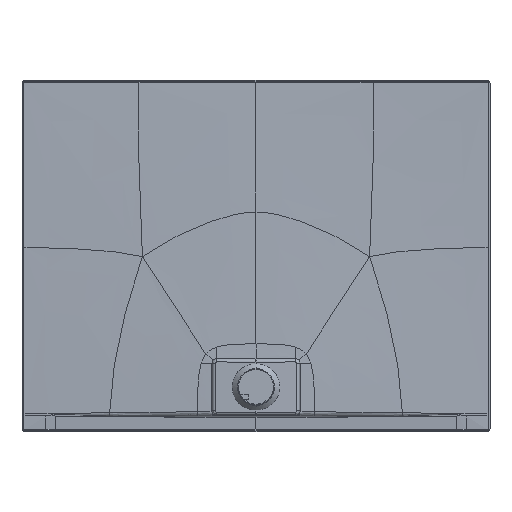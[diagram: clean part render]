
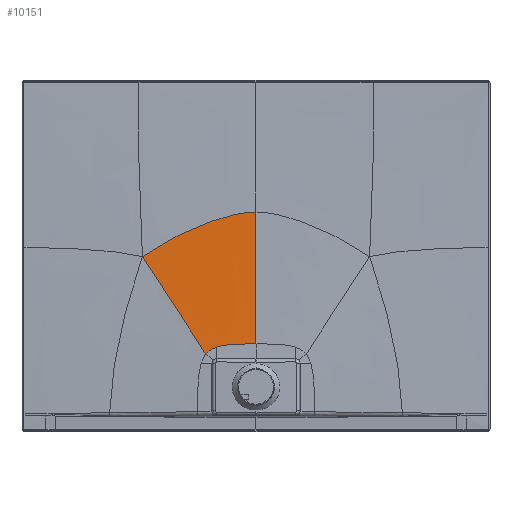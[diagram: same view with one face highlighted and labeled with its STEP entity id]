
A CAD part, front view. The second image highlights one B-rep face of the part: STEP entity #10151.
In plain terms, the highlighted free-form (B-spline) face has degree [3, 3] with [9, 8] control points.
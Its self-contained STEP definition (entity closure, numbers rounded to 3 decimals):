
#1063=CARTESIAN_POINT('',(0.,-21.399,
225.082));
#1110=CARTESIAN_POINT('',(-101.035,-21.398,
216.312));
#1118=CARTESIAN_POINT('',(-128.385,-21.397,
198.402));
#2170=DIRECTION('',(0.,-0.027,-1.));
#2171=VECTOR('',#2170,337.625);
#2172=CARTESIAN_POINT('',(0.,-12.199,
562.582));
#2173=LINE('',#2172,#2171);
#2174=CARTESIAN_POINT('',(0.,-21.399,
225.082));
#2175=CARTESIAN_POINT('',(-17.759,-21.399,
225.082));
#2176=CARTESIAN_POINT('',(-49.086,-21.399,
224.735));
#2177=CARTESIAN_POINT('',(-80.51,-21.399,
221.867));
#2178=CARTESIAN_POINT('',(-95.738,-21.398,
218.118));
#2179=CARTESIAN_POINT('',(-101.035,-21.398,
216.312));
#2181=CARTESIAN_POINT('',(-101.035,-21.398,
216.312));
#2182=CARTESIAN_POINT('',(-104.202,-21.398,
215.232));
#2183=CARTESIAN_POINT('',(-111.129,-21.398,
212.405));
#2184=CARTESIAN_POINT('',(-120.395,-21.397,
206.716));
#2185=CARTESIAN_POINT('',(-125.907,-21.397,
201.394));
#2186=CARTESIAN_POINT('',(-128.385,-21.397,
198.402));
#2188=CARTESIAN_POINT('',(-291.382,-10.359,
448.376));
#2189=CARTESIAN_POINT('',(-278.035,-10.515,
458.045));
#2190=CARTESIAN_POINT('',(-251.459,-10.788,
475.473));
#2191=CARTESIAN_POINT('',(-199.41,-11.217,
504.007));
#2192=CARTESIAN_POINT('',(-136.904,-11.638,
531.705));
#2193=CARTESIAN_POINT('',(-65.885,-12.066,
555.933));
#2194=CARTESIAN_POINT('',(-21.394,-12.199,
562.582));
#2195=CARTESIAN_POINT('',(0.,-12.199,
562.582));
#2197=CARTESIAN_POINT('',(-291.382,-10.359,
448.376));
#2198=CARTESIAN_POINT('',(-286.327,-10.611,
440.805));
#2199=CARTESIAN_POINT('',(-276.431,-11.122,
425.966));
#2200=CARTESIAN_POINT('',(-257.633,-12.162,
397.666));
#2201=CARTESIAN_POINT('',(-227.547,-13.997,
352.019));
#2202=CARTESIAN_POINT('',(-192.416,-16.48,
297.551));
#2203=CARTESIAN_POINT('',(-157.843,-19.066,
243.31));
#2204=CARTESIAN_POINT('',(-137.758,-20.63,
212.458));
#2205=CARTESIAN_POINT('',(-128.385,-21.397,
198.402));
#6136=VERTEX_POINT('',#1063);
#6137=VERTEX_POINT('',#1110);
#6138=VERTEX_POINT('',#1118);
#6198=CARTESIAN_POINT('',(0.,-12.199,
562.582));
#6199=VERTEX_POINT('',#6198);
#6200=VERTEX_POINT('',#2197);
#10069=CARTESIAN_POINT('',(1.327,-21.493,
221.614));
#10070=CARTESIAN_POINT('',(-16.982,-21.493,
221.62));
#10071=CARTESIAN_POINT('',(-48.719,-21.493,
221.414));
#10072=CARTESIAN_POINT('',(-84.652,-21.491,
218.574));
#10073=CARTESIAN_POINT('',(-106.275,-21.489,
212.603));
#10074=CARTESIAN_POINT('',(-119.693,-21.489,
204.585));
#10075=CARTESIAN_POINT('',(-125.179,-21.49,
199.247));
#10076=CARTESIAN_POINT('',(-127.688,-21.491,
196.116));
#10077=CARTESIAN_POINT('',(1.326,-20.695,
250.894));
#10078=CARTESIAN_POINT('',(-16.962,-20.695,
250.926));
#10079=CARTESIAN_POINT('',(-49.297,-20.698,
249.686));
#10080=CARTESIAN_POINT('',(-87.47,-20.711,
242.922));
#10081=CARTESIAN_POINT('',(-111.608,-20.719,
232.784));
#10082=CARTESIAN_POINT('',(-127.411,-20.711,
221.419));
#10083=CARTESIAN_POINT('',(-134.261,-20.701,
214.442));
#10084=CARTESIAN_POINT('',(-137.525,-20.693,
210.483));
#10085=CARTESIAN_POINT('',(1.336,-19.13,
308.298));
#10086=CARTESIAN_POINT('',(-17.08,-19.13,
308.382));
#10087=CARTESIAN_POINT('',(-50.978,-19.137,
305.126));
#10088=CARTESIAN_POINT('',(-94.164,-19.17,
291.007));
#10089=CARTESIAN_POINT('',(-123.539,-19.189,
273.522));
#10090=CARTESIAN_POINT('',(-144.041,-19.16,
256.578));
#10091=CARTESIAN_POINT('',(-153.513,-19.123,
246.929));
#10092=CARTESIAN_POINT('',(-158.219,-19.096,
241.614));
#10093=CARTESIAN_POINT('',(1.374,-16.799,
393.826));
#10094=CARTESIAN_POINT('',(-17.538,-16.799,
393.977));
#10095=CARTESIAN_POINT('',(-54.388,-16.794,
388.133));
#10096=CARTESIAN_POINT('',(-106.21,-16.788,
365.078));
#10097=CARTESIAN_POINT('',(-144.547,-16.751,
339.234));
#10098=CARTESIAN_POINT('',(-172.915,-16.636,
316.041));
#10099=CARTESIAN_POINT('',(-186.661,-16.534,
303.277));
#10100=CARTESIAN_POINT('',(-193.681,-16.468,
296.299));
#10101=CARTESIAN_POINT('',(1.427,-14.882,
464.138));
#10102=CARTESIAN_POINT('',(-18.2,-14.883,
464.318));
#10103=CARTESIAN_POINT('',(-57.801,-14.839,
457.288));
#10104=CARTESIAN_POINT('',(-117.247,-14.702,
430.472));
#10105=CARTESIAN_POINT('',(-164.383,-14.527,
401.007));
#10106=CARTESIAN_POINT('',(-201.22,-14.275,
374.134));
#10107=CARTESIAN_POINT('',(-219.703,-14.09,
358.95));
#10108=CARTESIAN_POINT('',(-229.27,-13.977,
350.504));
#10109=CARTESIAN_POINT('',(1.495,-13.54,
513.356));
#10110=CARTESIAN_POINT('',(-19.055,-13.543,
513.538));
#10111=CARTESIAN_POINT('',(-61.072,-13.457,
506.465));
#10112=CARTESIAN_POINT('',(-126.32,-13.179,
479.917));
#10113=CARTESIAN_POINT('',(-180.745,-12.877,
450.502));
#10114=CARTESIAN_POINT('',(-225.166,-12.522,
422.182));
#10115=CARTESIAN_POINT('',(-247.939,-12.281,
405.448));
#10116=CARTESIAN_POINT('',(-259.761,-12.136,
395.969));
#10117=CARTESIAN_POINT('',(1.547,-12.753,
542.247));
#10118=CARTESIAN_POINT('',(-19.719,-12.756,
542.424));
#10119=CARTESIAN_POINT('',(-63.395,-12.643,
535.552));
#10120=CARTESIAN_POINT('',(-132.281,-12.275,
509.994));
#10121=CARTESIAN_POINT('',(-191.338,-11.901,
481.363));
#10122=CARTESIAN_POINT('',(-240.622,-11.494,
452.546));
#10123=CARTESIAN_POINT('',(-266.105,-11.225,
434.986));
#10124=CARTESIAN_POINT('',(-279.322,-11.065,
424.938));
#10125=CARTESIAN_POINT('',(1.579,-12.349,
557.075));
#10126=CARTESIAN_POINT('',(-20.125,-12.352,
557.247));
#10127=CARTESIAN_POINT('',(-64.754,-12.225,
550.556));
#10128=CARTESIAN_POINT('',(-135.607,-11.81,
525.785));
#10129=CARTESIAN_POINT('',(-197.164,-11.401,
497.804));
#10130=CARTESIAN_POINT('',(-249.061,-10.972,
468.848));
#10131=CARTESIAN_POINT('',(-275.974,-10.692,
450.897));
#10132=CARTESIAN_POINT('',(-289.915,-10.525,
440.576));
#10133=CARTESIAN_POINT('',(1.597,-12.136,
564.872));
#10134=CARTESIAN_POINT('',(-20.358,-12.14,
565.041));
#10135=CARTESIAN_POINT('',(-65.521,-12.005,
558.462));
#10136=CARTESIAN_POINT('',(-137.442,-11.566,
534.174));
#10137=CARTESIAN_POINT('',(-200.344,-11.14,
506.592));
#10138=CARTESIAN_POINT('',(-253.632,-10.701,
477.587));
#10139=CARTESIAN_POINT('',(-281.297,-10.416,
459.441));
#10140=CARTESIAN_POINT('',(-295.615,-10.246,
448.983));
#10141=B_SPLINE_SURFACE_WITH_KNOTS('',3,3,((#10069,#10070,#10071,#10072,#10073,
#10074,#10075,#10076),(#10077,#10078,#10079,#10080,#10081,#10082,#10083,#10084),
(#10085,#10086,#10087,#10088,#10089,#10090,#10091,#10092),(#10093,#10094,#10095,
#10096,#10097,#10098,#10099,#10100),(#10101,#10102,#10103,#10104,#10105,#10106,
#10107,#10108),(#10109,#10110,#10111,#10112,#10113,#10114,#10115,#10116),
(#10117,#10118,#10119,#10120,#10121,#10122,#10123,#10124),(#10125,#10126,#10127,
#10128,#10129,#10130,#10131,#10132),(#10133,#10134,#10135,#10136,#10137,#10138,
#10139,#10140)),.UNSPECIFIED.,.F.,.F.,.F.,(4,1,1,1,1,1,4),(4,1,1,1,1,4),(
-0.005,0.125,0.25,0.375,0.438,0.469,0.503),
(-0.003,0.125,0.25,0.375,0.438,0.504),
.UNSPECIFIED.);
#10142=ORIENTED_EDGE('',*,*,#10059,.T.);
#10143=ORIENTED_EDGE('',*,*,#8123,.T.);
#10144=ORIENTED_EDGE('',*,*,#8167,.T.);
#10146=ORIENTED_EDGE('',*,*,#10145,.F.);
#10148=ORIENTED_EDGE('',*,*,#10147,.T.);
#10149=EDGE_LOOP('',(#10142,#10143,#10144,#10146,#10148));
#10150=FACE_OUTER_BOUND('',#10149,.F.);
#10151=ADVANCED_FACE('',(#10150),#10141,.T.);
#2180=B_SPLINE_CURVE_WITH_KNOTS('',3,(#2174,#2175,#2176,#2177,#2178,#2179),
.UNSPECIFIED.,.F.,.F.,(4,1,1,4),(0.,0.381,0.762,1.),
.UNSPECIFIED.);
#2187=B_SPLINE_CURVE_WITH_KNOTS('',3,(#2181,#2182,#2183,#2184,#2185,#2186),
.UNSPECIFIED.,.F.,.F.,(4,1,1,4),(0.,0.272,0.636,1.),
.UNSPECIFIED.);
#2196=B_SPLINE_CURVE_WITH_KNOTS('',3,(#2188,#2189,#2190,#2191,#2192,#2193,#2194,
#2195),.UNSPECIFIED.,.F.,.F.,(4,1,1,1,1,4),(0.,0.125,
0.25,0.5,0.75,1.),.UNSPECIFIED.);
#2206=B_SPLINE_CURVE_WITH_KNOTS('',3,(#2197,#2198,#2199,#2200,#2201,#2202,#2203,
#2204,#2205),.UNSPECIFIED.,.F.,.F.,(4,1,1,1,1,1,4),(0.,0.062,
0.125,0.25,0.5,0.75,1.),
.UNSPECIFIED.);
#8123=EDGE_CURVE('',#6136,#6137,#2180,.T.);
#8167=EDGE_CURVE('',#6137,#6138,#2187,.T.);
#10059=EDGE_CURVE('',#6199,#6136,#2173,.T.);
#10145=EDGE_CURVE('',#6200,#6138,#2206,.T.);
#10147=EDGE_CURVE('',#6200,#6199,#2196,.T.);
